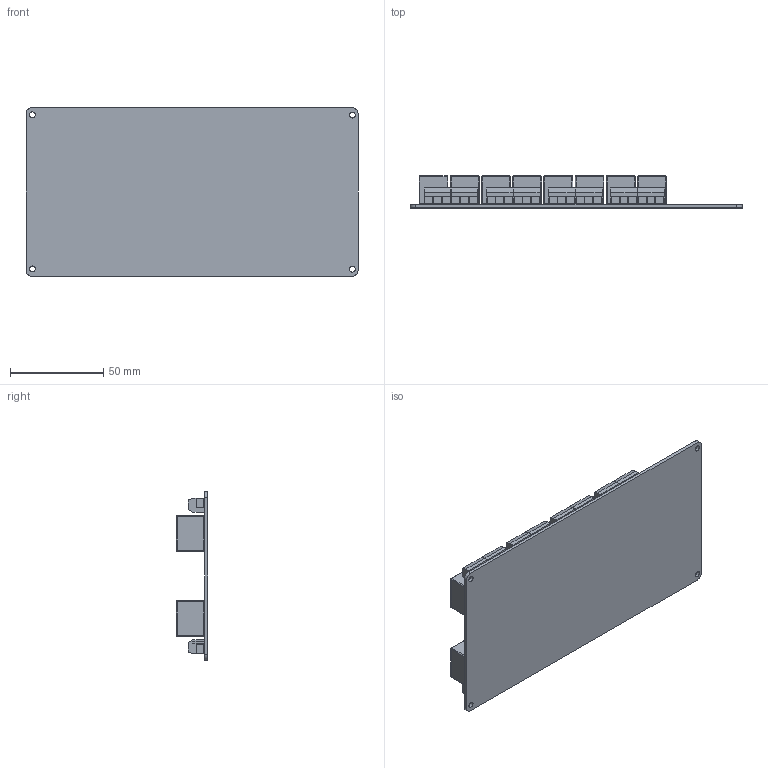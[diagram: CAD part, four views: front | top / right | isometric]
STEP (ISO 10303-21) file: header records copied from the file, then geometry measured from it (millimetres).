
FILE_DESCRIPTION((''),'2;1');
FILE_NAME('RelayClean.stp','2012-08-10T18:16:50',('Paul'),(''),'Autodesk Inventor 2013','Autodesk Inventor 2013','');
FILE_SCHEMA(('AUTOMOTIVE_DESIGN { 1 0 10303 214 1 1 1 1 }'));
Length unit declared in the file: inch
Products named in the file (4): RelayClean; pcb; relay; relay-block
Assembly tree (33 placements, depth 2):
  RelayClean
    pcb
    relay  x16
    relay-block  x16
Bounding box: 177.8 x 17.08 x 90.17 mm (x, y, z)
Volume: 108526.9 mm3; surface area: 74329.7 mm2
Topology: 33 solids, 33 shells, 1118 faces, 2724 edges, 1688 vertices
Faces by surface type: plane 694, cylinder 296, sphere 128
Full cylindrical faces by diameter (mm): 3.175 x4, 3.297 x96
Entity records: 2787 total; most frequent: DIRECTION 486, CARTESIAN_POINT 442, ORIENTED_EDGE 388, EDGE_CURVE 194, AXIS2_PLACEMENT_3D 172, VECTOR 142, LINE 142, VERTEX_POINT 128
